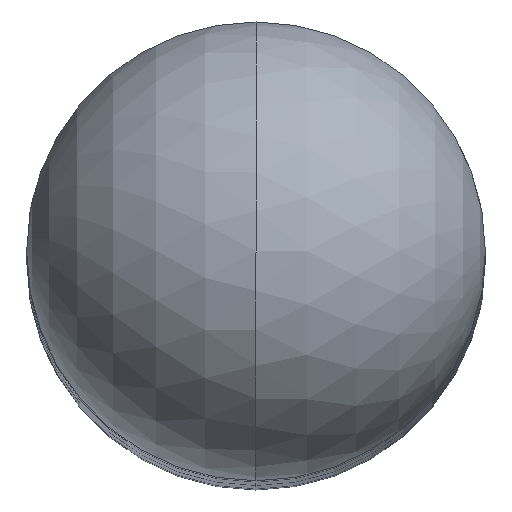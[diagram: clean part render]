
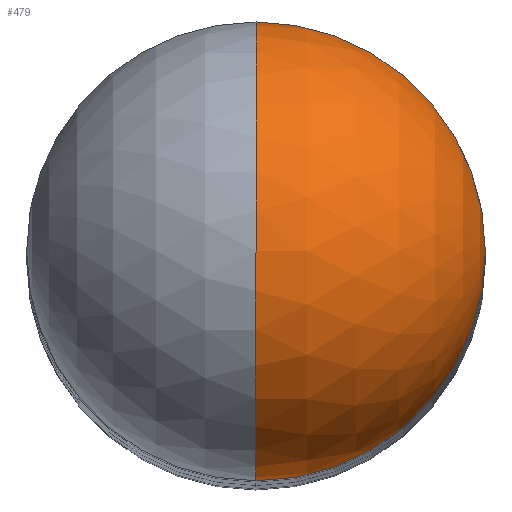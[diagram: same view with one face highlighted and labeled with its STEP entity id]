
A CAD part, top view. The second image highlights one B-rep face of the part: STEP entity #479.
In plain terms, the highlighted spherical face has radius 2 mm.
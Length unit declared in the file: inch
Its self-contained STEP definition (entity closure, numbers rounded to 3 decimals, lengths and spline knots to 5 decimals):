
#24 = DIRECTION ( 'NONE',  ( 0., -1., 0. ) ) ;
#26 = ORIENTED_EDGE ( 'NONE', *, *, #609, .T. ) ;
#80 = CARTESIAN_POINT ( 'NONE',  ( 0., 0., -0.07875 ) ) ;
#96 = VERTEX_POINT ( 'NONE', #716 ) ;
#121 = DIRECTION ( 'NONE',  ( 1., 0., 0. ) ) ;
#130 = ORIENTED_EDGE ( 'NONE', *, *, #566, .F. ) ;
#139 = VERTEX_POINT ( 'NONE', #452 ) ;
#145 = CIRCLE ( 'NONE', #267, 0.07875 ) ;
#162 = CARTESIAN_POINT ( 'NONE',  ( 0., 0., -0.07875 ) ) ;
#177 = CARTESIAN_POINT ( 'NONE',  ( 0., 0., -0.07875 ) ) ;
#203 = AXIS2_PLACEMENT_3D ( 'NONE', #709, #121, #386 ) ;
#255 = EDGE_CURVE ( 'NONE', #535, #139, #783, .T. ) ;
#267 = AXIS2_PLACEMENT_3D ( 'NONE', #271, #656, #525 ) ;
#271 = CARTESIAN_POINT ( 'NONE',  ( 0., 0., -0.07875 ) ) ;
#322 = CIRCLE ( 'NONE', #601, 0.07875 ) ;
#333 = EDGE_LOOP ( 'NONE', ( #130, #803, #26, #437 ) ) ;
#338 = AXIS2_PLACEMENT_3D ( 'NONE', #162, #432, #492 ) ;
#360 = AXIS2_PLACEMENT_3D ( 'NONE', #177, #746, #792 ) ;
#381 = FACE_OUTER_BOUND ( 'NONE', #333, .T. ) ;
#386 = DIRECTION ( 'NONE',  ( 0., 1., 0. ) ) ;
#432 = DIRECTION ( 'NONE',  ( 0., 0., 1. ) ) ;
#437 = ORIENTED_EDGE ( 'NONE', *, *, #711, .T. ) ;
#450 = SPHERICAL_SURFACE ( 'NONE', #203, 0.07875 ) ;
#452 = CARTESIAN_POINT ( 'NONE',  ( 0., -0.07875, -0.07875 ) ) ;
#479 = ADVANCED_FACE ( 'NONE', ( #381 ), #450, .T. ) ;
#492 = DIRECTION ( 'NONE',  ( 1., 0., 0. ) ) ;
#525 = DIRECTION ( 'NONE',  ( 1., 0., 0. ) ) ;
#535 = VERTEX_POINT ( 'NONE', #785 ) ;
#566 = EDGE_CURVE ( 'NONE', #535, #96, #322, .T. ) ;
#568 = VERTEX_POINT ( 'NONE', #585 ) ;
#585 = CARTESIAN_POINT ( 'NONE',  ( 0.07875, 0., -0.07875 ) ) ;
#597 = DIRECTION ( 'NONE',  ( -1., 0., 0. ) ) ;
#601 = AXIS2_PLACEMENT_3D ( 'NONE', #80, #597, #24 ) ;
#609 = EDGE_CURVE ( 'NONE', #139, #568, #145, .T. ) ;
#656 = DIRECTION ( 'NONE',  ( 0., 0., 1. ) ) ;
#709 = CARTESIAN_POINT ( 'NONE',  ( 0., 0., -0.07875 ) ) ;
#711 = EDGE_CURVE ( 'NONE', #568, #96, #818, .T. ) ;
#716 = CARTESIAN_POINT ( 'NONE',  ( 0., 0.07875, -0.07875 ) ) ;
#746 = DIRECTION ( 'NONE',  ( 1., 0., 0. ) ) ;
#783 = CIRCLE ( 'NONE', #360, 0.07875 ) ;
#785 = CARTESIAN_POINT ( 'NONE',  ( 0., 0., 0. ) ) ;
#792 = DIRECTION ( 'NONE',  ( 0., 1., 0. ) ) ;
#803 = ORIENTED_EDGE ( 'NONE', *, *, #255, .T. ) ;
#818 = CIRCLE ( 'NONE', #338, 0.07875 ) ;
